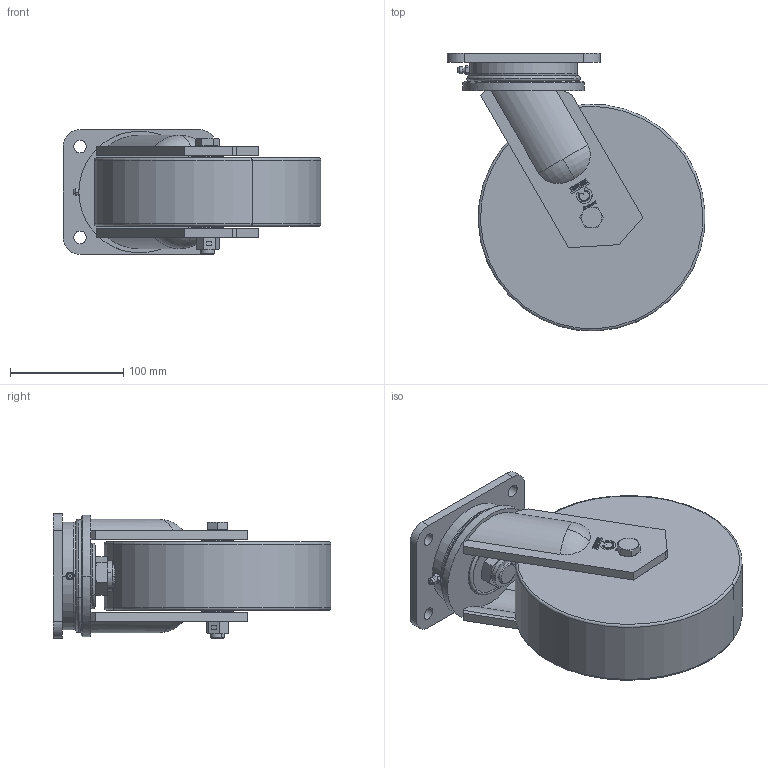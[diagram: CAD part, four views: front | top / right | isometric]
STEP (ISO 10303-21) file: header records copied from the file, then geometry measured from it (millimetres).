
FILE_DESCRIPTION (( 'STEP AP214' ), '1' );
FILE_NAME ('0019273_L-HB-STS-200-K-3.STEP', '2015-08-06T12:12:52', ( '' ), ( '' ), 'SwSTEP 2.0', 'SolidWorks 2014', '' );
FILE_SCHEMA (( 'AUTOMOTIVE_DESIGN' ));
Length unit declared in the file: millimetre
Products named in the file (2): 0019273_L-HB-STS-200-K-3
Bounding box: 227.36 x 244.86 x 110 mm (x, y, z)
Volume: 2344888.5 mm3; surface area: 268312.2 mm2
Topology: 23 solids, 23 shells, 852 faces, 2114 edges, 1360 vertices
Faces by surface type: plane 383, bspline 204, cylinder 135, torus 76, cone 52, sphere 2
Entity records: 38721 total; most frequent: CARTESIAN_POINT 10760, ORIENTED_EDGE 4218, DIRECTION 2976, EDGE_CURVE 2109, VERTEX_POINT 1359, AXIS2_PLACEMENT_3D 1103, EDGE_LOOP 960, UNCERTAINTY_MEASURE_WITH_UNIT 877
